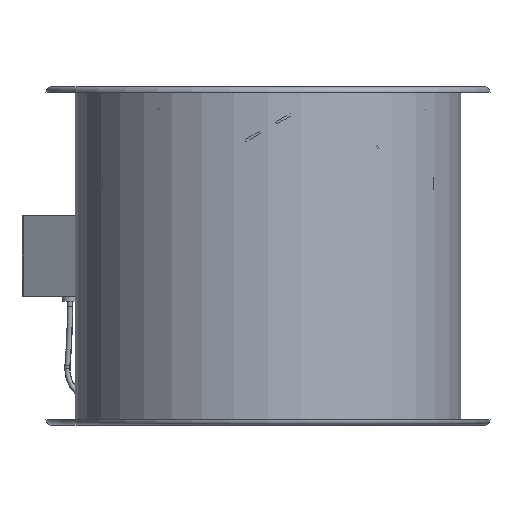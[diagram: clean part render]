
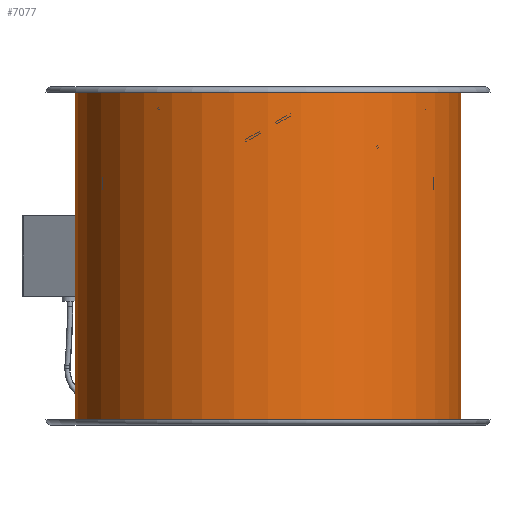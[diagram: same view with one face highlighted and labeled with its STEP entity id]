
A CAD part, front view. The second image highlights one B-rep face of the part: STEP entity #7077.
In plain terms, the highlighted cylindrical face has radius 182.5 mm (diameter 365 mm), a partial arc.
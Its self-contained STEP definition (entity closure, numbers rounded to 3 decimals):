
#3214 = CARTESIAN_POINT ( 'NONE',  ( -182.5, 0., -5. ) ) ;
#3233 = DIRECTION ( 'NONE',  ( 1., 0., 0. ) ) ;
#3234 = DIRECTION ( 'NONE',  ( 0., 0., 1. ) ) ;
#3235 = CARTESIAN_POINT ( 'NONE',  ( 0., 0., -315. ) ) ;
#3236 = AXIS2_PLACEMENT_3D ( 'NONE', #3235, #3234, #3233 ) ;
#3241 = CIRCLE ( 'NONE', #3236, 182.5 ) ;
#3271 = CARTESIAN_POINT ( 'NONE',  ( 182.5, 0., -5. ) ) ;
#3272 = DIRECTION ( 'NONE',  ( 1., 0., 0. ) ) ;
#3273 = DIRECTION ( 'NONE',  ( 0., 0., 1. ) ) ;
#3274 = CARTESIAN_POINT ( 'NONE',  ( 0., 0., -5. ) ) ;
#3275 = AXIS2_PLACEMENT_3D ( 'NONE', #3274, #3273, #3272 ) ;
#3276 = CIRCLE ( 'NONE', #3275, 182.5 ) ;
#3385 = DIRECTION ( 'NONE',  ( 0., 0., 1. ) ) ;
#3386 = VECTOR ( 'NONE', #3385, 1000. ) ;
#3387 = CARTESIAN_POINT ( 'NONE',  ( 182.5, 0., 42.986 ) ) ;
#3388 = LINE ( 'NONE', #3387, #3386 ) ;
#3394 = DIRECTION ( 'NONE',  ( 0., 0., 1. ) ) ;
#3395 = VECTOR ( 'NONE', #3394, 1000. ) ;
#3396 = CARTESIAN_POINT ( 'NONE',  ( -182.5, 0., 42.986 ) ) ;
#3397 = LINE ( 'NONE', #3396, #3395 ) ;
#3398 = CARTESIAN_POINT ( 'NONE',  ( -182.5, 0., -315. ) ) ;
#3399 = CARTESIAN_POINT ( 'NONE',  ( 182.5, 0., -315. ) ) ;
#3485 = DIRECTION ( 'NONE',  ( 1., 0., 0. ) ) ;
#3486 = DIRECTION ( 'NONE',  ( 0., 0., 1. ) ) ;
#3487 = CARTESIAN_POINT ( 'NONE',  ( 0., 0., 42.986 ) ) ;
#3488 = AXIS2_PLACEMENT_3D ( 'NONE', #3487, #3486, #3485 ) ;
#3490 = CYLINDRICAL_SURFACE ( 'NONE', #3488, 182.5 ) ;
#3495 = FACE_OUTER_BOUND ( 'NONE', #7078, .T. ) ;
#6951 = EDGE_CURVE ( 'NONE', #7022, #7021, #3241, .T. ) ;
#6960 = VERTEX_POINT ( 'NONE', #3214 ) ;
#6962 = EDGE_CURVE ( 'NONE', #6960, #6963, #3276, .T. ) ;
#6963 = VERTEX_POINT ( 'NONE', #3271 ) ;
#7021 = VERTEX_POINT ( 'NONE', #3399 ) ;
#7022 = VERTEX_POINT ( 'NONE', #3398 ) ;
#7024 = EDGE_CURVE ( 'NONE', #7022, #6960, #3397, .T. ) ;
#7028 = EDGE_CURVE ( 'NONE', #7021, #6963, #3388, .T. ) ;
#7077 = ADVANCED_FACE ( 'NONE', ( #3495 ), #3490, .T. ) ;
#7078 = EDGE_LOOP ( 'NONE', ( #7079, #7132, #7133, #7134 ) ) ;
#7079 = ORIENTED_EDGE ( 'NONE', *, *, #7024, .F. ) ;
#7132 = ORIENTED_EDGE ( 'NONE', *, *, #6951, .T. ) ;
#7133 = ORIENTED_EDGE ( 'NONE', *, *, #7028, .T. ) ;
#7134 = ORIENTED_EDGE ( 'NONE', *, *, #6962, .F. ) ;
